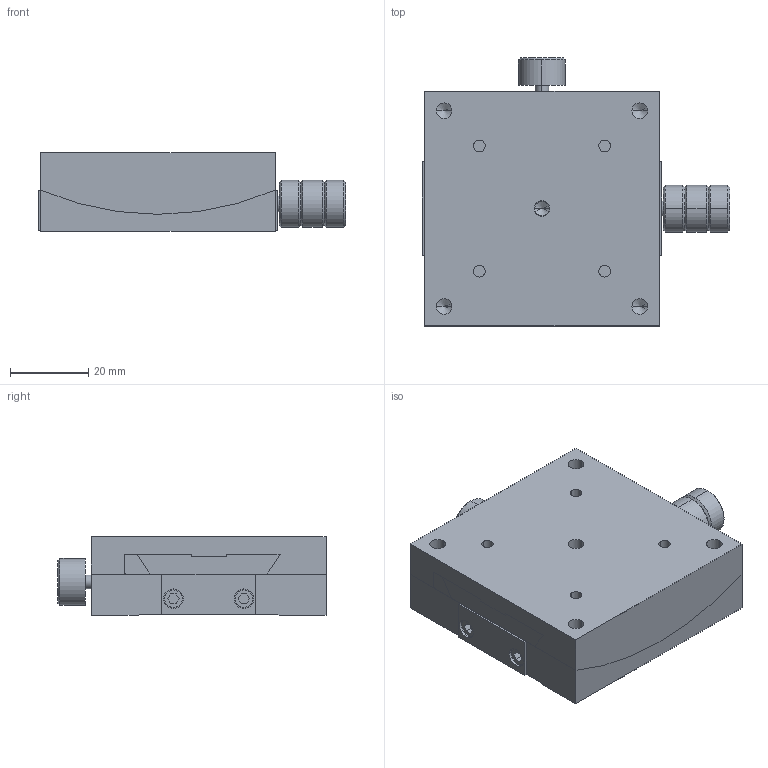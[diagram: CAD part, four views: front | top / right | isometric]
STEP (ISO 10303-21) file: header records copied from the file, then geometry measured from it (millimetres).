
FILE_DESCRIPTION (( 'STEP AP203' ), '1' );
FILE_NAME ('6-60.STEP', '2008-08-02T08:11:46', ( 'user' ), ( '' ), 'SwSTEP 2.0', 'SolidWorks 2007', '' );
FILE_SCHEMA (( 'CONFIG_CONTROL_DESIGN' ));
Length unit declared in the file: millimetre
Products named in the file (1): 6-60
Bounding box: 78.6 x 68.5 x 20 mm (x, y, z)
Volume: 72768.6 mm3; surface area: 34925.5 mm2
Topology: 12 solids, 12 shells, 581 faces, 1491 edges, 975 vertices
Faces by surface type: plane 304, cylinder 125, bspline 122, cone 30
Entity records: 24536 total; most frequent: CARTESIAN_POINT 10972, ORIENTED_EDGE 2954, DIRECTION 2403, EDGE_CURVE 1477, VERTEX_POINT 975, VECTOR 967, LINE 967, AXIS2_PLACEMENT_3D 718
